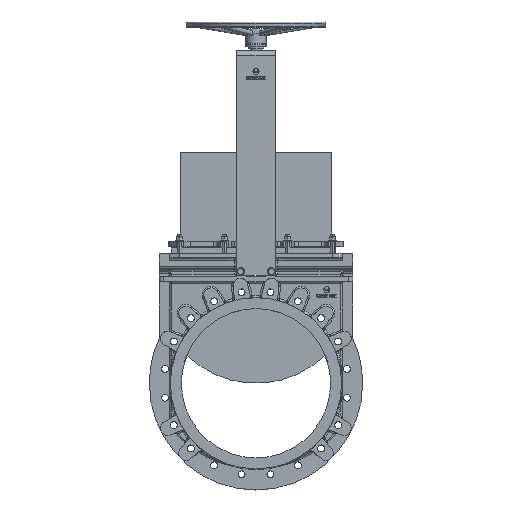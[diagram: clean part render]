
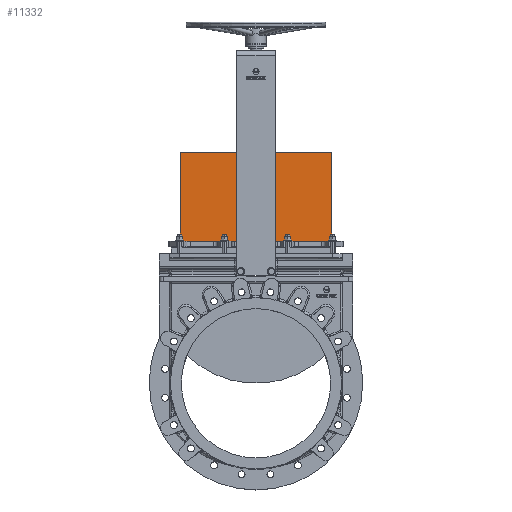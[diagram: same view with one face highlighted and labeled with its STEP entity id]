
A CAD part, top view. The second image highlights one B-rep face of the part: STEP entity #11332.
In plain terms, the highlighted planar face has unit normal (0, 0, 1).
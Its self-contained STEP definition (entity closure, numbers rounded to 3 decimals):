
#3418 = EDGE_LOOP ( 'NONE', ( #39993, #39435 ) ) ;
#3936 = EDGE_LOOP ( 'NONE', ( #39740, #39402 ) ) ;
#4108 = EDGE_LOOP ( 'NONE', ( #39386, #39427, #39415, #39670 ) ) ;
#9845 = CARTESIAN_POINT ( 'NONE',  ( 298., 560., 7.5 ) ) ;
#10227 = CARTESIAN_POINT ( 'NONE',  ( 298., 910., 7.5 ) ) ;
#10715 = CARTESIAN_POINT ( 'NONE',  ( 29.25, 890., 7.5 ) ) ;
#11332 = ADVANCED_FACE ( 'NONE', ( #68856, #69441, #69029 ), #18414, .T. ) ;
#17801 = DIRECTION ( 'NONE',  ( 1., 0., 0. ) ) ;
#18119 = CARTESIAN_POINT ( 'NONE',  ( 0., 388., 7.5 ) ) ;
#18135 = DIRECTION ( 'NONE',  ( 0., 0., 1. ) ) ;
#18414 = PLANE ( 'NONE',  #60296 ) ;
#20527 = CIRCLE ( 'NONE', #20535, 8.25 ) ;
#20535 = AXIS2_PLACEMENT_3D ( 'NONE', #45337, #45268, #45021 ) ;
#20630 = CIRCLE ( 'NONE', #20643, 8.25 ) ;
#20643 = AXIS2_PLACEMENT_3D ( 'NONE', #45406, #45045, #45295 ) ;
#20663 = CIRCLE ( 'NONE', #20674, 8.25 ) ;
#20674 = AXIS2_PLACEMENT_3D ( 'NONE', #61055, #61164, #61030 ) ;
#20679 = VECTOR ( 'NONE', #61138, 1000. ) ;
#21219 = EDGE_CURVE ( 'NONE', #42005, #66198, #39002, .T. ) ;
#21297 = EDGE_CURVE ( 'NONE', #66143, #65091, #45874, .T. ) ;
#21424 = EDGE_CURVE ( 'NONE', #42831, #42005, #34454, .T. ) ;
#21585 = EDGE_CURVE ( 'NONE', #42831, #66433, #34604, .T. ) ;
#34454 = LINE ( 'NONE', #40841, #45823 ) ;
#34604 = LINE ( 'NONE', #40180, #45850 ) ;
#38233 = LINE ( 'NONE', #61060, #20679 ) ;
#39002 = LINE ( 'NONE', #40857, #60231 ) ;
#39386 = ORIENTED_EDGE ( 'NONE', *, *, #52536, .T. ) ;
#39402 = ORIENTED_EDGE ( 'NONE', *, *, #52412, .F. ) ;
#39415 = ORIENTED_EDGE ( 'NONE', *, *, #21424, .T. ) ;
#39427 = ORIENTED_EDGE ( 'NONE', *, *, #21585, .F. ) ;
#39435 = ORIENTED_EDGE ( 'NONE', *, *, #52532, .F. ) ;
#39670 = ORIENTED_EDGE ( 'NONE', *, *, #21219, .T. ) ;
#39740 = ORIENTED_EDGE ( 'NONE', *, *, #52505, .F. ) ;
#39993 = ORIENTED_EDGE ( 'NONE', *, *, #21297, .F. ) ;
#40180 = CARTESIAN_POINT ( 'NONE',  ( 0., 560., 7.5 ) ) ;
#40201 = CARTESIAN_POINT ( 'NONE',  ( -37.5, 890., 7.5 ) ) ;
#40251 = DIRECTION ( 'NONE',  ( 1., 0., 0. ) ) ;
#40655 = DIRECTION ( 'NONE',  ( 0., 1., 0. ) ) ;
#40691 = DIRECTION ( 'NONE',  ( -1., 0., 0. ) ) ;
#40727 = DIRECTION ( 'NONE',  ( -1., 0., 0. ) ) ;
#40777 = DIRECTION ( 'NONE',  ( 0., 0., 1. ) ) ;
#40841 = CARTESIAN_POINT ( 'NONE',  ( 298., 910., 7.5 ) ) ;
#40857 = CARTESIAN_POINT ( 'NONE',  ( -298., 910., 7.5 ) ) ;
#41845 = VERTEX_POINT ( 'NONE', #10715 ) ;
#42005 = VERTEX_POINT ( 'NONE', #10227 ) ;
#42831 = VERTEX_POINT ( 'NONE', #9845 ) ;
#45021 = DIRECTION ( 'NONE',  ( 1., 0., 0. ) ) ;
#45045 = DIRECTION ( 'NONE',  ( 0., 0., 1. ) ) ;
#45268 = DIRECTION ( 'NONE',  ( 0., 0., 1. ) ) ;
#45295 = DIRECTION ( 'NONE',  ( 1., 0., 0. ) ) ;
#45337 = CARTESIAN_POINT ( 'NONE',  ( 37.5, 890., 7.5 ) ) ;
#45406 = CARTESIAN_POINT ( 'NONE',  ( 37.5, 890., 7.5 ) ) ;
#45823 = VECTOR ( 'NONE', #40655, 1000. ) ;
#45850 = VECTOR ( 'NONE', #40727, 1000. ) ;
#45874 = CIRCLE ( 'NONE', #45900, 8.25 ) ;
#45900 = AXIS2_PLACEMENT_3D ( 'NONE', #40201, #40777, #40251 ) ;
#51075 = CARTESIAN_POINT ( 'NONE',  ( -298., 560., 7.5 ) ) ;
#51173 = CARTESIAN_POINT ( 'NONE',  ( -45.75, 890., 7.5 ) ) ;
#51318 = CARTESIAN_POINT ( 'NONE',  ( -298., 910., 7.5 ) ) ;
#51427 = CARTESIAN_POINT ( 'NONE',  ( 45.75, 890., 7.5 ) ) ;
#52119 = CARTESIAN_POINT ( 'NONE',  ( -29.25, 890., 7.5 ) ) ;
#52412 = EDGE_CURVE ( 'NONE', #41845, #66257, #20527, .T. ) ;
#52505 = EDGE_CURVE ( 'NONE', #66257, #41845, #20630, .T. ) ;
#52532 = EDGE_CURVE ( 'NONE', #65091, #66143, #20663, .T. ) ;
#52536 = EDGE_CURVE ( 'NONE', #66198, #66433, #38233, .T. ) ;
#60231 = VECTOR ( 'NONE', #40691, 1000. ) ;
#60296 = AXIS2_PLACEMENT_3D ( 'NONE', #18119, #18135, #17801 ) ;
#61030 = DIRECTION ( 'NONE',  ( 1., 0., 0. ) ) ;
#61055 = CARTESIAN_POINT ( 'NONE',  ( -37.5, 890., 7.5 ) ) ;
#61060 = CARTESIAN_POINT ( 'NONE',  ( -298., 910., 7.5 ) ) ;
#61138 = DIRECTION ( 'NONE',  ( 0., -1., 0. ) ) ;
#61164 = DIRECTION ( 'NONE',  ( 0., 0., 1. ) ) ;
#65091 = VERTEX_POINT ( 'NONE', #51173 ) ;
#66143 = VERTEX_POINT ( 'NONE', #52119 ) ;
#66198 = VERTEX_POINT ( 'NONE', #51318 ) ;
#66257 = VERTEX_POINT ( 'NONE', #51427 ) ;
#66433 = VERTEX_POINT ( 'NONE', #51075 ) ;
#68856 = FACE_BOUND ( 'NONE', #3936, .T. ) ;
#69029 = FACE_OUTER_BOUND ( 'NONE', #4108, .T. ) ;
#69441 = FACE_BOUND ( 'NONE', #3418, .T. ) ;
